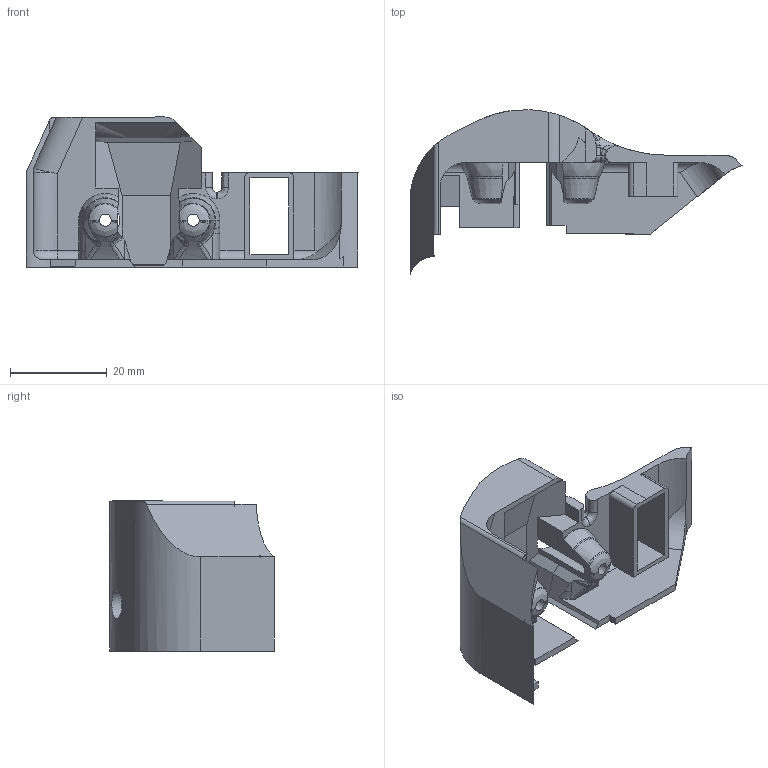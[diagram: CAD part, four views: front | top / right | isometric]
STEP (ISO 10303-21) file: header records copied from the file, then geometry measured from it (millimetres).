
FILE_DESCRIPTION(/* description */ (''),/* implementation_level */ '2;1');
FILE_NAME(/* name */ 'BTT Microprobe Toolboard Cover - V0.1.2.step',/* time_stamp */ '2024-06-04T21:27:00-04:00',/* author */ (''),/* organization */ (''),/* preprocessor_version */ 'ST-DEVELOPER v20',/* originating_system */ 'Autodesk Translation Framework v13.14.0.145',/* authorisation */ '');
FILE_SCHEMA (('AUTOMOTIVE_DESIGN { 1 0 10303 214 3 1 1 }'));
Length unit declared in the file: millimetre
Products named in the file (1): BTT Microprobe Toolboard Cover
Bounding box: 68.67 x 34.01 x 31.03 mm (x, y, z)
Volume: 9551.1 mm3; surface area: 8909.7 mm2
Topology: 1 solids, 2 shells, 228 faces, 647 edges, 414 vertices
Faces by surface type: plane 100, bspline 75, cylinder 35, torus 12, cone 6
Full cylindrical faces by diameter (mm): 2.5 x2, 6 x2
Entity records: 9918 total; most frequent: CARTESIAN_POINT 4335, ORIENTED_EDGE 1290, DIRECTION 985, EDGE_CURVE 645, VERTEX_POINT 414, AXIS2_PLACEMENT_3D 340, LINE 305, VECTOR 305
